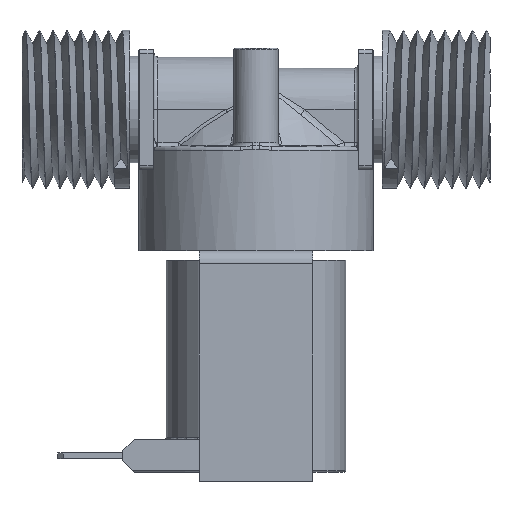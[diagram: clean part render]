
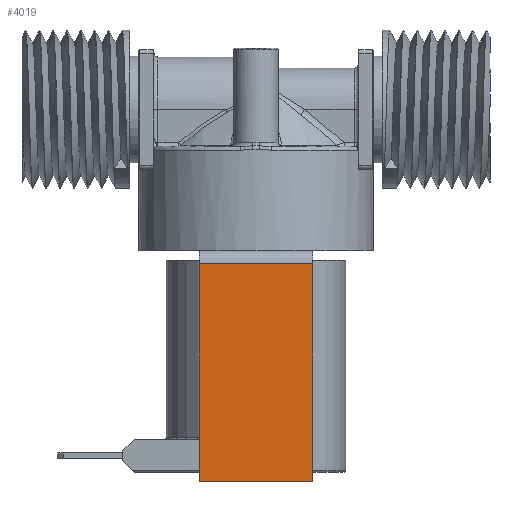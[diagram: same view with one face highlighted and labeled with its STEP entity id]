
A CAD part, front view. The second image highlights one B-rep face of the part: STEP entity #4019.
In plain terms, the highlighted planar face has unit normal (0, -1, 0).
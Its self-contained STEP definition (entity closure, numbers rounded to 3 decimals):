
#311 = EDGE_CURVE ( 'NONE', #12291, #4090, #8189, .T. ) ;
#384 = EDGE_CURVE ( 'NONE', #5302, #4090, #12348, .T. ) ;
#394 = EDGE_CURVE ( 'NONE', #829, #5302, #13844, .T. ) ;
#729 = ORIENTED_EDGE ( 'NONE', *, *, #384, .F. ) ;
#829 = VERTEX_POINT ( 'NONE', #11712 ) ;
#880 = DIRECTION ( 'NONE',  ( 0., 0., -1. ) ) ;
#1117 = CARTESIAN_POINT ( 'NONE',  ( 7.5, -13.1, 0. ) ) ;
#1605 = AXIS2_PLACEMENT_3D ( 'NONE', #11871, #2473, #3638 ) ;
#2473 = DIRECTION ( 'NONE',  ( 0., -1., 0. ) ) ;
#2886 = CARTESIAN_POINT ( 'NONE',  ( 7.5, -13.1, -1.25 ) ) ;
#3638 = DIRECTION ( 'NONE',  ( 0., 0., 1. ) ) ;
#4019 = ADVANCED_FACE ( 'NONE', ( #8123 ), #14373, .T. ) ;
#4090 = VERTEX_POINT ( 'NONE', #6374 ) ;
#4260 = VECTOR ( 'NONE', #880, 1000. ) ;
#4562 = LINE ( 'NONE', #1117, #4260 ) ;
#4637 = ORIENTED_EDGE ( 'NONE', *, *, #311, .T. ) ;
#5029 = ORIENTED_EDGE ( 'NONE', *, *, #394, .F. ) ;
#5093 = CARTESIAN_POINT ( 'NONE',  ( -7.5, -13.1, 27.653 ) ) ;
#5302 = VERTEX_POINT ( 'NONE', #9497 ) ;
#6374 = CARTESIAN_POINT ( 'NONE',  ( -7.5, -13.1, 27.653 ) ) ;
#7325 = VECTOR ( 'NONE', #12948, 1000. ) ;
#7628 = CARTESIAN_POINT ( 'NONE',  ( 7.5, -13.1, 27.653 ) ) ;
#7831 = DIRECTION ( 'NONE',  ( 0., 0., 1. ) ) ;
#8123 = FACE_OUTER_BOUND ( 'NONE', #8468, .T. ) ;
#8189 = LINE ( 'NONE', #5093, #7325 ) ;
#8468 = EDGE_LOOP ( 'NONE', ( #8615, #4637, #729, #5029 ) ) ;
#8615 = ORIENTED_EDGE ( 'NONE', *, *, #15083, .F. ) ;
#9497 = CARTESIAN_POINT ( 'NONE',  ( -7.5, -13.1, -1.25 ) ) ;
#11111 = CARTESIAN_POINT ( 'NONE',  ( -7.5, -13.1, -1.25 ) ) ;
#11712 = CARTESIAN_POINT ( 'NONE',  ( 7.5, -13.1, -1.25 ) ) ;
#11828 = VECTOR ( 'NONE', #12588, 1000. ) ;
#11871 = CARTESIAN_POINT ( 'NONE',  ( 0., -13.1, 0. ) ) ;
#12291 = VERTEX_POINT ( 'NONE', #7628 ) ;
#12348 = LINE ( 'NONE', #11111, #13311 ) ;
#12588 = DIRECTION ( 'NONE',  ( -1., 0., 0. ) ) ;
#12948 = DIRECTION ( 'NONE',  ( -1., 0., 0. ) ) ;
#13311 = VECTOR ( 'NONE', #7831, 1000. ) ;
#13844 = LINE ( 'NONE', #2886, #11828 ) ;
#14373 = PLANE ( 'NONE',  #1605 ) ;
#15083 = EDGE_CURVE ( 'NONE', #12291, #829, #4562, .T. ) ;
